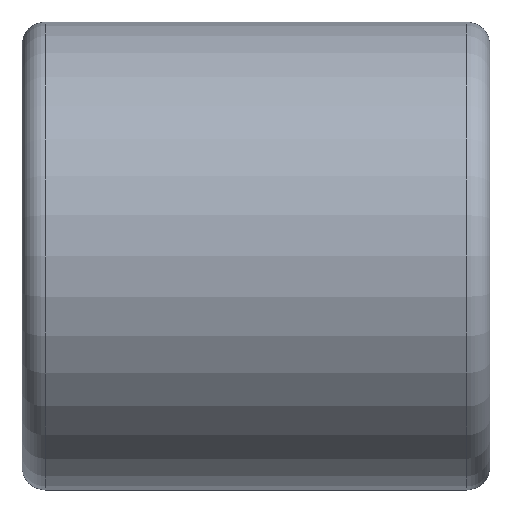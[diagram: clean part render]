
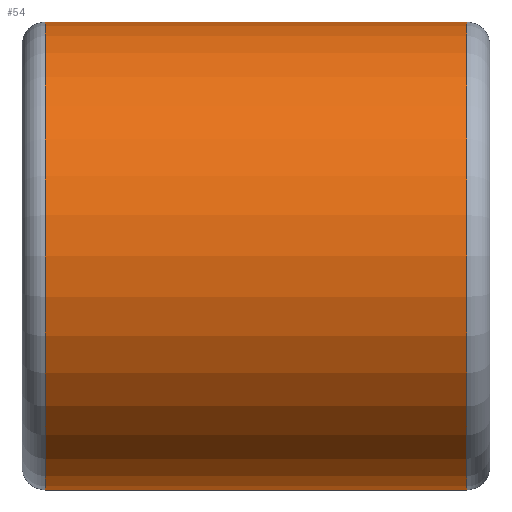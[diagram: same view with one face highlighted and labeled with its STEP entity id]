
A CAD part, left-side view. The second image highlights one B-rep face of the part: STEP entity #54.
In plain terms, the highlighted cylindrical face has radius 10 mm (diameter 20 mm), a partial arc.
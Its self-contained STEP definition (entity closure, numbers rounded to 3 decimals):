
#27 = CIRCLE ( 'NONE', #261, 10. ) ;
#36 = VECTOR ( 'NONE', #268, 1000. ) ;
#54 = ADVANCED_FACE ( 'NONE', ( #389 ), #316, .T. ) ;
#57 = CIRCLE ( 'NONE', #354, 10. ) ;
#80 = CARTESIAN_POINT ( 'NONE',  ( 0., 9., 10. ) ) ;
#84 = ORIENTED_EDGE ( 'NONE', *, *, #126, .T. ) ;
#86 = VERTEX_POINT ( 'NONE', #80 ) ;
#103 = DIRECTION ( 'NONE',  ( 0., -1., 0. ) ) ;
#117 = EDGE_CURVE ( 'NONE', #299, #137, #149, .T. ) ;
#126 = EDGE_CURVE ( 'NONE', #355, #86, #239, .T. ) ;
#129 = EDGE_CURVE ( 'NONE', #299, #355, #27, .T. ) ;
#135 = VECTOR ( 'NONE', #215, 1000. ) ;
#137 = VERTEX_POINT ( 'NONE', #444 ) ;
#139 = EDGE_CURVE ( 'NONE', #86, #137, #57, .T. ) ;
#147 = DIRECTION ( 'NONE',  ( 0., 0., -1. ) ) ;
#149 = LINE ( 'NONE', #175, #135 ) ;
#164 = CARTESIAN_POINT ( 'NONE',  ( 0., -9., 10. ) ) ;
#175 = CARTESIAN_POINT ( 'NONE',  ( 0., 33.565, -10. ) ) ;
#182 = ORIENTED_EDGE ( 'NONE', *, *, #129, .T. ) ;
#212 = ORIENTED_EDGE ( 'NONE', *, *, #117, .F. ) ;
#213 = CARTESIAN_POINT ( 'NONE',  ( 0., -9., -10. ) ) ;
#215 = DIRECTION ( 'NONE',  ( 0., 1., 0. ) ) ;
#239 = LINE ( 'NONE', #253, #36 ) ;
#240 = EDGE_LOOP ( 'NONE', ( #212, #182, #84, #388 ) ) ;
#243 = AXIS2_PLACEMENT_3D ( 'NONE', #452, #324, #333 ) ;
#253 = CARTESIAN_POINT ( 'NONE',  ( 0., 33.565, 10. ) ) ;
#261 = AXIS2_PLACEMENT_3D ( 'NONE', #364, #381, #396 ) ;
#268 = DIRECTION ( 'NONE',  ( 0., 1., 0. ) ) ;
#299 = VERTEX_POINT ( 'NONE', #213 ) ;
#316 = CYLINDRICAL_SURFACE ( 'NONE', #243, 10. ) ;
#324 = DIRECTION ( 'NONE',  ( 0., 1., 0. ) ) ;
#333 = DIRECTION ( 'NONE',  ( 0., 0., 1. ) ) ;
#354 = AXIS2_PLACEMENT_3D ( 'NONE', #426, #103, #147 ) ;
#355 = VERTEX_POINT ( 'NONE', #164 ) ;
#364 = CARTESIAN_POINT ( 'NONE',  ( 0., -9., 0. ) ) ;
#381 = DIRECTION ( 'NONE',  ( 0., 1., 0. ) ) ;
#388 = ORIENTED_EDGE ( 'NONE', *, *, #139, .T. ) ;
#389 = FACE_OUTER_BOUND ( 'NONE', #240, .T. ) ;
#396 = DIRECTION ( 'NONE',  ( 0., 0., 1. ) ) ;
#426 = CARTESIAN_POINT ( 'NONE',  ( 0., 9., 0. ) ) ;
#444 = CARTESIAN_POINT ( 'NONE',  ( 0., 9., -10. ) ) ;
#452 = CARTESIAN_POINT ( 'NONE',  ( 0., 33.565, 0. ) ) ;
